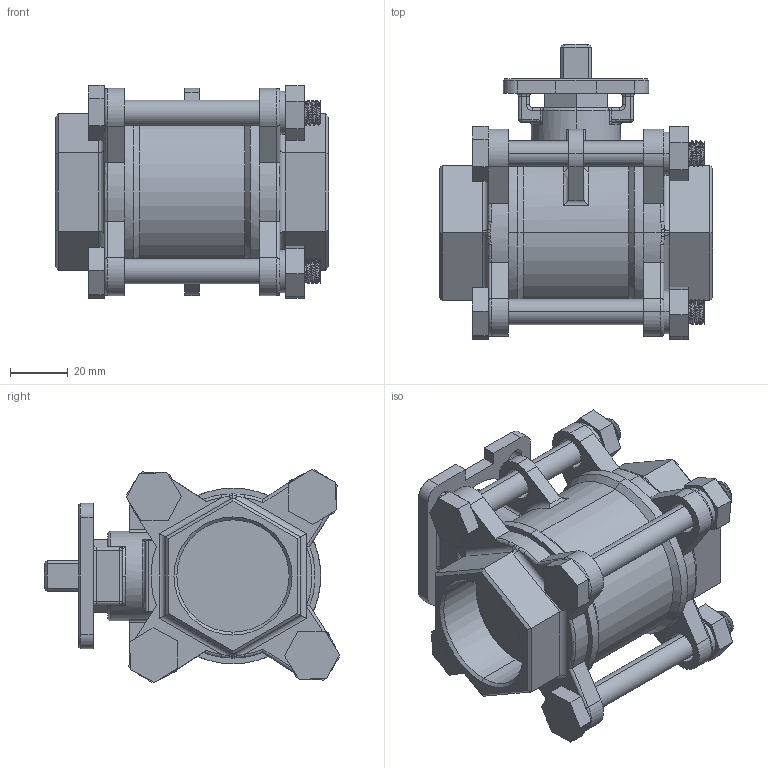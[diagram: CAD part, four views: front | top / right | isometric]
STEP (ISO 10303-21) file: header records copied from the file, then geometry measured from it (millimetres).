
FILE_DESCRIPTION (( 'STEP AP214' ), '1' );
FILE_NAME ('SCBV-Q611F-16FC-32.step', '2025-11-03T06:55:15', ( 'KTP' ), ( '' ), 'SwSTEP 2.0', 'SolidWorks 2021', '' );
FILE_SCHEMA (( 'AUTOMOTIVE_DESIGN' ));
Length unit declared in the file: millimetre
Products named in the file (1): SCBV-Q611F-16FC-32
Bounding box: 95 x 102.52 x 74.04 mm (x, y, z)
Volume: 253770 mm3; surface area: 55018.1 mm2
Topology: 1 solids, 1 shells, 585 faces, 1446 edges, 872 vertices
Faces by surface type: plane 236, cylinder 196, bspline 65, torus 51, cone 31, sphere 6
Entity records: 23790 total; most frequent: CARTESIAN_POINT 10399, ORIENTED_EDGE 2872, DIRECTION 2709, EDGE_CURVE 1436, AXIS2_PLACEMENT_3D 998, VERTEX_POINT 872, LINE 713, VECTOR 713
